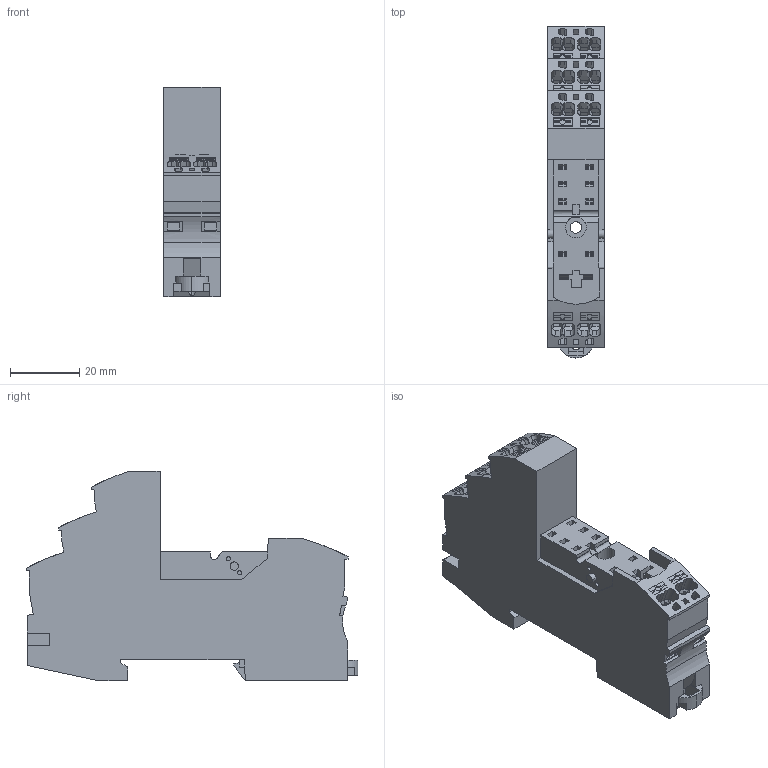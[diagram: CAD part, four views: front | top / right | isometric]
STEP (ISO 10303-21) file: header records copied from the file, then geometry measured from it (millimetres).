
FILE_DESCRIPTION(('HOOPS Exchange Step'),'2;1');
FILE_NAME('export-D2A64462-F260-43E5-A5BB-A1BB8FE7727B.stp','2021-04-07T16:01:06+02:00',('Engineering'),('Alibre'),'HOOPS Exchange 2020.1','Alibre','Unknown authorisation');
FILE_SCHEMA( ('AP242_MANAGED_MODEL_BASED_3D_ENGINEERING_MIM_LF {1 0 10303 442 1 1 4 }') );
Length unit declared in the file: millimetre
Products named in the file (2): 5533-1 Relay base - RIF-1-BPT2X21 - 2900931; 5533 Relay base - RIF-1-BPT2X21 - 2900931
Assembly tree (1 placements, depth 2):
  5533 Relay base - RIF-1-BPT2X21 - 2900931
    5533-1 Relay base - RIF-1-BPT2X21 - 2900931
Bounding box: 16.35 x 95.67 x 60.3 mm (x, y, z)
Volume: 54644 mm3; surface area: 17445.3 mm2
Topology: 1 solids, 1 shells, 814 faces, 2287 edges, 1521 vertices
Faces by surface type: plane 638, cylinder 175, bspline 1
Entity records: 27451 total; most frequent: CARTESIAN_POINT 5900, ORIENTED_EDGE 4574, DIRECTION 4239, EDGE_CURVE 2287, VECTOR 1771, LINE 1771, VERTEX_POINT 1521, AXIS2_PLACEMENT_3D 1234
